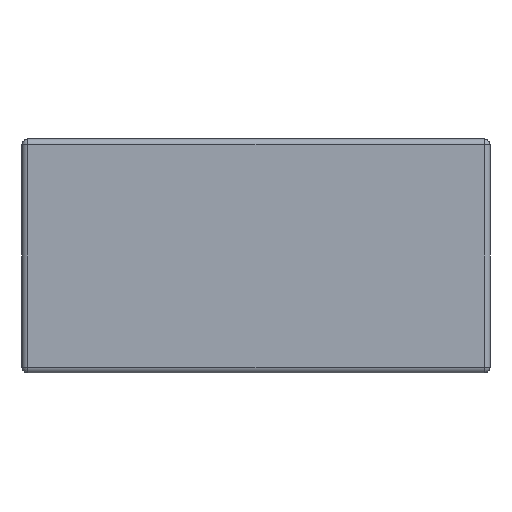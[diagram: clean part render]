
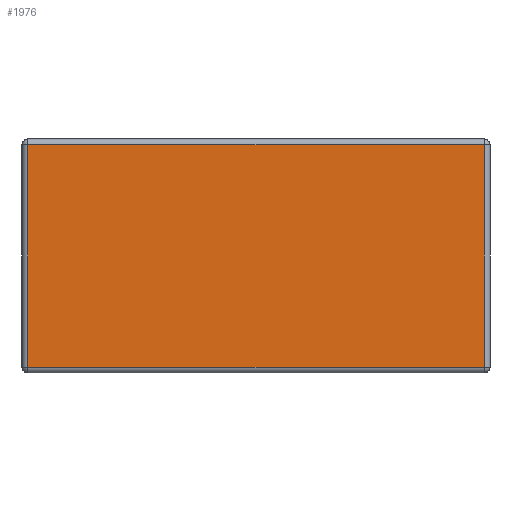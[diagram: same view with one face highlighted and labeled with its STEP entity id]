
A CAD part, front view. The second image highlights one B-rep face of the part: STEP entity #1976.
In plain terms, the highlighted planar face has unit normal (0, -1, 0).
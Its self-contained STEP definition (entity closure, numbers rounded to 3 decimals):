
#125=DIRECTION('',(-1.,0.,0.));
#126=VECTOR('',#125,80.);
#127=CARTESIAN_POINT('',(40.,-41.,1.));
#128=LINE('',#127,#126);
#148=DIRECTION('',(0.,0.,-1.));
#149=VECTOR('',#148,39.);
#150=CARTESIAN_POINT('',(40.,-41.,40.));
#151=LINE('',#150,#149);
#446=DIRECTION('',(0.,0.,1.));
#447=VECTOR('',#446,39.);
#448=CARTESIAN_POINT('',(-40.,-41.,1.));
#449=LINE('',#448,#447);
#454=DIRECTION('',(1.,0.,0.));
#455=VECTOR('',#454,80.);
#456=CARTESIAN_POINT('',(-40.,-41.,40.));
#457=LINE('',#456,#455);
#1425=CARTESIAN_POINT('',(-40.,-41.,40.));
#1426=CARTESIAN_POINT('',(40.,-41.,40.));
#1427=VERTEX_POINT('',#1425);
#1428=VERTEX_POINT('',#1426);
#1447=CARTESIAN_POINT('',(-40.,-41.,1.));
#1448=VERTEX_POINT('',#1447);
#1449=CARTESIAN_POINT('',(40.,-41.,1.));
#1450=VERTEX_POINT('',#1449);
#1964=CARTESIAN_POINT('',(-41.,-41.,41.));
#1965=DIRECTION('',(0.,1.,0.));
#1966=DIRECTION('',(0.,0.,1.));
#1967=AXIS2_PLACEMENT_3D('',#1964,#1965,#1966);
#1968=PLANE('',#1967);
#1970=ORIENTED_EDGE('',*,*,#1969,.T.);
#1971=ORIENTED_EDGE('',*,*,#1719,.T.);
#1972=ORIENTED_EDGE('',*,*,#1691,.T.);
#1973=ORIENTED_EDGE('',*,*,#1956,.T.);
#1974=EDGE_LOOP('',(#1970,#1971,#1972,#1973));
#1975=FACE_OUTER_BOUND('',#1974,.F.);
#1976=ADVANCED_FACE('',(#1975),#1968,.F.);
#1691=EDGE_CURVE('',#1450,#1448,#128,.T.);
#1719=EDGE_CURVE('',#1428,#1450,#151,.T.);
#1956=EDGE_CURVE('',#1448,#1427,#449,.T.);
#1969=EDGE_CURVE('',#1427,#1428,#457,.T.);
